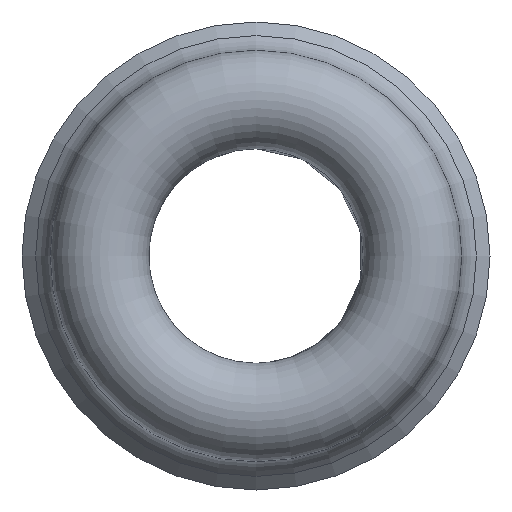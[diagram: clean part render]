
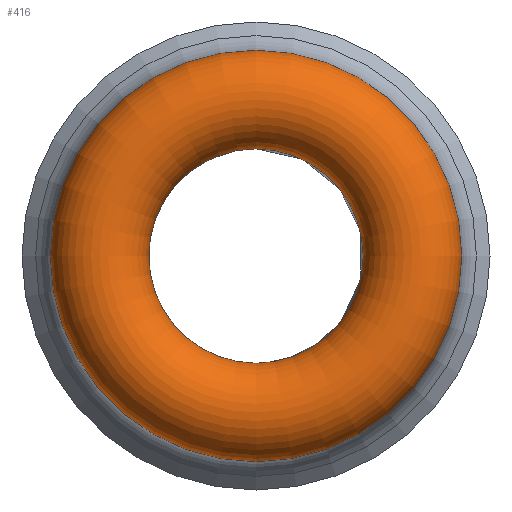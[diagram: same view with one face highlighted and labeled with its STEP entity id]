
A CAD part, front view. The second image highlights one B-rep face of the part: STEP entity #416.
In plain terms, the highlighted toroidal (fillet/blend) face has major radius 6.275 mm and minor radius 1.975 mm.
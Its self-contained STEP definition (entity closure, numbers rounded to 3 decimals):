
#18=TOROIDAL_SURFACE('',#459,6.275,1.975);
#24=CIRCLE('',#457,4.3);
#25=CIRCLE('',#458,4.3);
#26=CIRCLE('',#460,8.25);
#27=CIRCLE('',#461,1.975);
#28=CIRCLE('',#462,8.25);
#84=FACE_OUTER_BOUND('',#107,.T.);
#107=EDGE_LOOP('',(#329,#330,#331,#332,#333,#334));
#176=VERTEX_POINT('',#1157);
#177=VERTEX_POINT('',#1159);
#178=VERTEX_POINT('',#1163);
#179=VERTEX_POINT('',#1164);
#232=EDGE_CURVE('',#177,#176,#24,.T.);
#233=EDGE_CURVE('',#176,#177,#25,.T.);
#234=EDGE_CURVE('',#178,#179,#26,.T.);
#235=EDGE_CURVE('',#178,#177,#27,.T.);
#236=EDGE_CURVE('',#179,#178,#28,.T.);
#329=ORIENTED_EDGE('',*,*,#234,.F.);
#330=ORIENTED_EDGE('',*,*,#235,.T.);
#331=ORIENTED_EDGE('',*,*,#232,.T.);
#332=ORIENTED_EDGE('',*,*,#233,.T.);
#333=ORIENTED_EDGE('',*,*,#235,.F.);
#334=ORIENTED_EDGE('',*,*,#236,.F.);
#416=ADVANCED_FACE('',(#84),#18,.T.);
#457=AXIS2_PLACEMENT_3D('',#1160,#508,#509);
#458=AXIS2_PLACEMENT_3D('',#1161,#510,#511);
#459=AXIS2_PLACEMENT_3D('',#1162,#512,#513);
#460=AXIS2_PLACEMENT_3D('',#1165,#514,#515);
#461=AXIS2_PLACEMENT_3D('',#1166,#516,#517);
#462=AXIS2_PLACEMENT_3D('',#1167,#518,#519);
#508=DIRECTION('center_axis',(0.,1.,0.));
#509=DIRECTION('ref_axis',(-1.,0.,0.));
#510=DIRECTION('center_axis',(0.,1.,0.));
#511=DIRECTION('ref_axis',(-1.,0.,0.));
#512=DIRECTION('center_axis',(0.,1.,0.));
#513=DIRECTION('ref_axis',(0.,0.,1.));
#514=DIRECTION('center_axis',(0.,1.,0.));
#515=DIRECTION('ref_axis',(-1.,0.,0.));
#516=DIRECTION('center_axis',(-1.,0.,0.));
#517=DIRECTION('ref_axis',(0.,0.,-1.));
#518=DIRECTION('center_axis',(0.,1.,0.));
#519=DIRECTION('ref_axis',(-1.,0.,0.));
#1157=CARTESIAN_POINT('',(4.3,1.575,0.));
#1159=CARTESIAN_POINT('',(0.,1.575,-4.3));
#1160=CARTESIAN_POINT('Origin',(0.,1.575,0.));
#1161=CARTESIAN_POINT('Origin',(0.,1.575,0.));
#1162=CARTESIAN_POINT('Origin',(0.,1.575,0.));
#1163=CARTESIAN_POINT('',(0.,1.575,-8.25));
#1164=CARTESIAN_POINT('',(8.25,1.575,0.));
#1165=CARTESIAN_POINT('Origin',(0.,1.575,0.));
#1166=CARTESIAN_POINT('Origin',(0.,1.575,-6.275));
#1167=CARTESIAN_POINT('Origin',(0.,1.575,0.));
